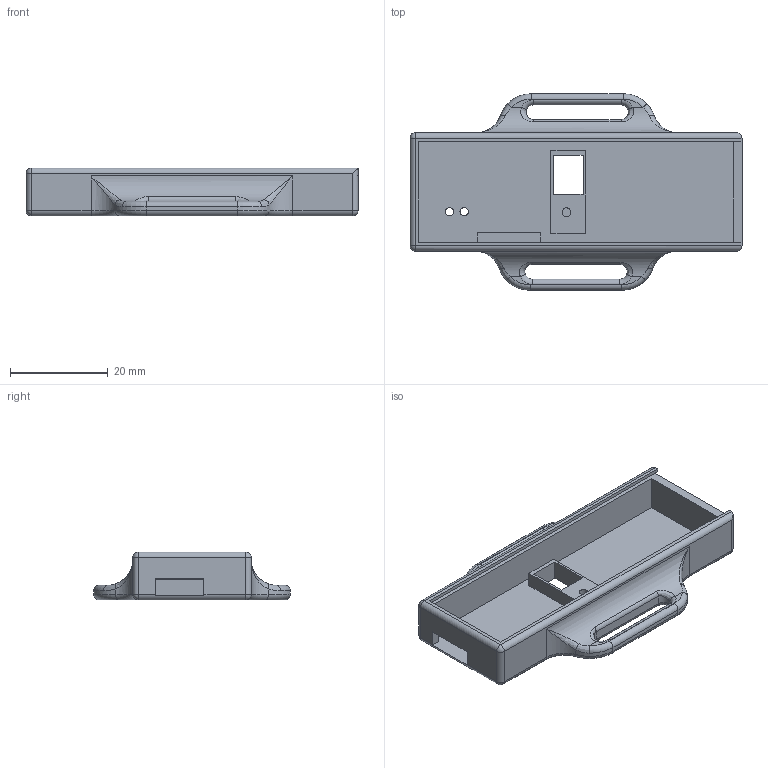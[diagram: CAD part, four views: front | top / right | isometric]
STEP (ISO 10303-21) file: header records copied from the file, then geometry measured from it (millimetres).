
FILE_DESCRIPTION(/* description */ (''),/* implementation_level */ '2;1');
FILE_NAME(/* name */ 'CaseOnStraps.step',/* time_stamp */ '2020-02-23T10:06:30+01:00',/* author */ (''),/* organization */ (''),/* preprocessor_version */ 'ST-DEVELOPER v18',/* originating_system */ 'Autodesk Translation Framework v8.12.0.6',/* authorisation */ '');
FILE_SCHEMA (('AUTOMOTIVE_DESIGN { 1 0 10303 214 3 1 1 }'));
Length unit declared in the file: millimetre
Products named in the file (1): CaseOnStraps
Bounding box: 68.1 x 40.3 x 9.8 mm (x, y, z)
Volume: 5882.8 mm3; surface area: 7614.2 mm2
Topology: 1 solids, 1 shells, 125 faces, 306 edges, 178 vertices
Faces by surface type: plane 45, cylinder 42, torus 20, bspline 12, sphere 6
Full cylindrical faces by diameter (mm): 1.7 x2, 1.8 x1
Entity records: 4026 total; most frequent: CARTESIAN_POINT 1043, DIRECTION 638, ORIENTED_EDGE 604, EDGE_CURVE 302, AXIS2_PLACEMENT_3D 238, VERTEX_POINT 178, LINE 162, VECTOR 162
